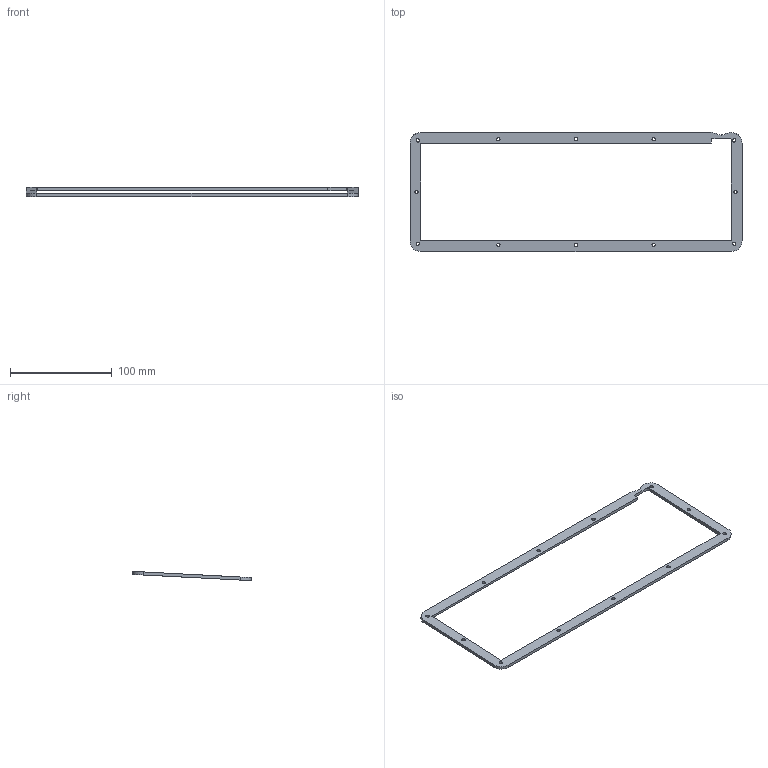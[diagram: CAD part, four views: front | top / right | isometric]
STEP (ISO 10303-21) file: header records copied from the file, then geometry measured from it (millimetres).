
FILE_DESCRIPTION(/* description */ (''),/* implementation_level */ '2;1');
FILE_NAME(/* name */ '4.step',/* time_stamp */ '2023-11-19T16:06:56+08:00',/* author */ (''),/* organization */ (''),/* preprocessor_version */ 'ST-DEVELOPER v20',/* originating_system */ 'Autodesk Translation Framework v12.14.0.127',/* authorisation */ '');
FILE_SCHEMA (('AUTOMOTIVE_DESIGN { 1 0 10303 214 3 1 1 }'));
Length unit declared in the file: millimetre
Products named in the file (1): 4
Bounding box: 326.85 x 117.3 x 9.13 mm (x, y, z)
Volume: 25727.9 mm3; surface area: 22573.5 mm2
Topology: 1 solids, 1 shells, 37 faces, 105 edges, 70 vertices
Faces by surface type: cylinder 20, plane 15, bspline 2
Full cylindrical faces by diameter (mm): 3.3 x12
Entity records: 1336 total; most frequent: CARTESIAN_POINT 267, ORIENTED_EDGE 210, DIRECTION 209, EDGE_CURVE 105, AXIS2_PLACEMENT_3D 76, VERTEX_POINT 70, EDGE_LOOP 63, LINE 57
